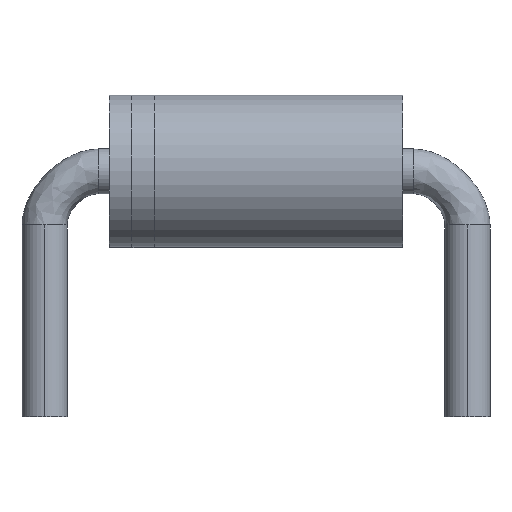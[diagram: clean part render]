
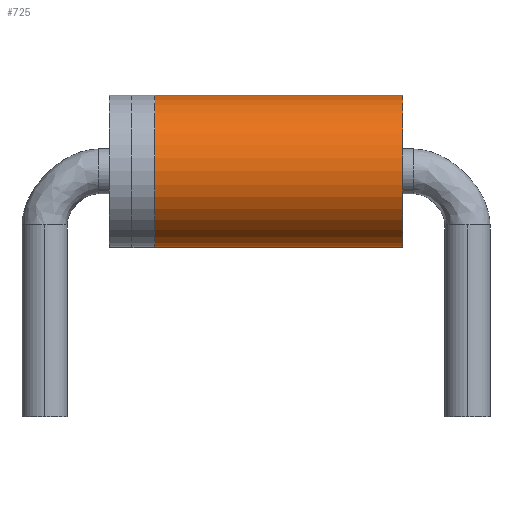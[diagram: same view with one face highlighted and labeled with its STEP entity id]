
A CAD part, left-side view. The second image highlights one B-rep face of the part: STEP entity #725.
In plain terms, the highlighted cylindrical face has radius 1.35 mm (diameter 2.7 mm), a partial arc.
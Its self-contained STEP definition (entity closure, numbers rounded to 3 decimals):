
#48 = ORIENTED_EDGE ( 'NONE', *, *, #402, .T. ) ;
#53 = EDGE_CURVE ( 'NONE', #1123, #343, #299, .T. ) ;
#122 = CARTESIAN_POINT ( 'NONE',  ( 0., -2.6, 2.7 ) ) ;
#144 = AXIS2_PLACEMENT_3D ( 'NONE', #1314, #434, #549 ) ;
#203 = VERTEX_POINT ( 'NONE', #122 ) ;
#214 = DIRECTION ( 'NONE',  ( 0., 0., 1. ) ) ;
#253 = CARTESIAN_POINT ( 'NONE',  ( 0., -2.6, 0. ) ) ;
#275 = VECTOR ( 'NONE', #743, 1000. ) ;
#293 = DIRECTION ( 'NONE',  ( 0., 1., 0. ) ) ;
#299 = LINE ( 'NONE', #833, #1350 ) ;
#343 = VERTEX_POINT ( 'NONE', #782 ) ;
#402 = EDGE_CURVE ( 'NONE', #1123, #203, #572, .T. ) ;
#434 = DIRECTION ( 'NONE',  ( 0., 1., 0. ) ) ;
#544 = CARTESIAN_POINT ( 'NONE',  ( 0., -2.6, 1.35 ) ) ;
#549 = DIRECTION ( 'NONE',  ( 0., 0., 1. ) ) ;
#572 = CIRCLE ( 'NONE', #1379, 1.35 ) ;
#594 = CARTESIAN_POINT ( 'NONE',  ( 0., 1.8, 2.7 ) ) ;
#608 = ORIENTED_EDGE ( 'NONE', *, *, #53, .F. ) ;
#637 = AXIS2_PLACEMENT_3D ( 'NONE', #544, #871, #214 ) ;
#725 = ADVANCED_FACE ( 'NONE', ( #750 ), #1203, .T. ) ;
#733 = DIRECTION ( 'NONE',  ( 0., 0., 1. ) ) ;
#743 = DIRECTION ( 'NONE',  ( 0., 1., 0. ) ) ;
#750 = FACE_OUTER_BOUND ( 'NONE', #1030, .T. ) ;
#766 = EDGE_CURVE ( 'NONE', #343, #922, #1311, .T. ) ;
#782 = CARTESIAN_POINT ( 'NONE',  ( 0., 1.8, 0. ) ) ;
#833 = CARTESIAN_POINT ( 'NONE',  ( 0., -2.6, 0. ) ) ;
#871 = DIRECTION ( 'NONE',  ( 0., 1., 0. ) ) ;
#922 = VERTEX_POINT ( 'NONE', #594 ) ;
#928 = ORIENTED_EDGE ( 'NONE', *, *, #1398, .T. ) ;
#963 = LINE ( 'NONE', #1218, #275 ) ;
#982 = CARTESIAN_POINT ( 'NONE',  ( 0., -2.6, 1.35 ) ) ;
#1030 = EDGE_LOOP ( 'NONE', ( #608, #48, #928, #1163 ) ) ;
#1079 = DIRECTION ( 'NONE',  ( 0., 1., 0. ) ) ;
#1123 = VERTEX_POINT ( 'NONE', #253 ) ;
#1163 = ORIENTED_EDGE ( 'NONE', *, *, #766, .F. ) ;
#1203 = CYLINDRICAL_SURFACE ( 'NONE', #637, 1.35 ) ;
#1218 = CARTESIAN_POINT ( 'NONE',  ( 0., -2.6, 2.7 ) ) ;
#1311 = CIRCLE ( 'NONE', #144, 1.35 ) ;
#1314 = CARTESIAN_POINT ( 'NONE',  ( 0., 1.8, 1.35 ) ) ;
#1350 = VECTOR ( 'NONE', #293, 1000. ) ;
#1379 = AXIS2_PLACEMENT_3D ( 'NONE', #982, #1079, #733 ) ;
#1398 = EDGE_CURVE ( 'NONE', #203, #922, #963, .T. ) ;
